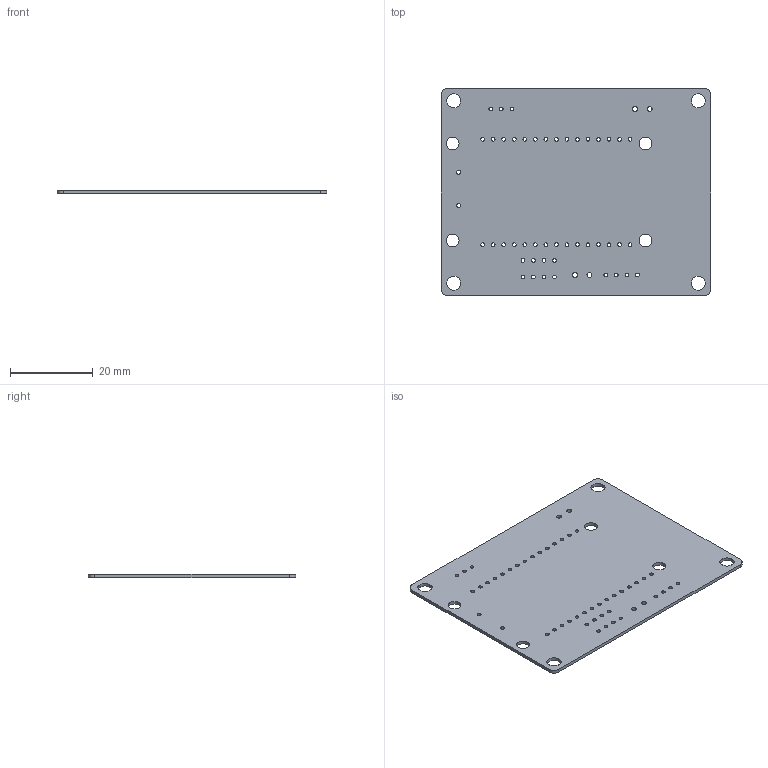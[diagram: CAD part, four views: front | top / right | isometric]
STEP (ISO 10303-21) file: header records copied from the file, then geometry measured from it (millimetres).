
FILE_DESCRIPTION(('KiCad electronic assembly'),'2;1');
FILE_NAME('ESP32_EVKIT_v1.0.step','2020-10-18T13:40:01',('An Author'),( 'A Company'),'Open CASCADE STEP processor 6.9', 'KiCad to STEP converter','Unknown');
FILE_SCHEMA(('AUTOMOTIVE_DESIGN { 1 0 10303 214 1 1 1 1 }'));
Length unit declared in the file: millimetre
Products named in the file (2): Open CASCADE STEP translator 6.9 1; COMPOUND
Assembly tree (1 placements, depth 2):
  Open CASCADE STEP translator 6.9 1
    COMPOUND
Bounding box: 65 x 50 x 0.8 mm (x, y, z)
Volume: 2517.5 mm3; surface area: 6659.8 mm2
Topology: 1 solids, 1 shells, 69 faces, 201 edges, 134 vertices
Faces by surface type: cylinder 63, plane 6
Full cylindrical faces by diameter (mm): 0.9 x45, 1 x2, 1.2 x4, 3.1 x4, 3.4 x4
Entity records: 5257 total; most frequent: DIRECTION 871, CARTESIAN_POINT 808, ORIENTED_EDGE 402, PCURVE 402, DEFINITIONAL_REPRESENTATION 402, LINE 351, VECTOR 351, CIRCLE 252
